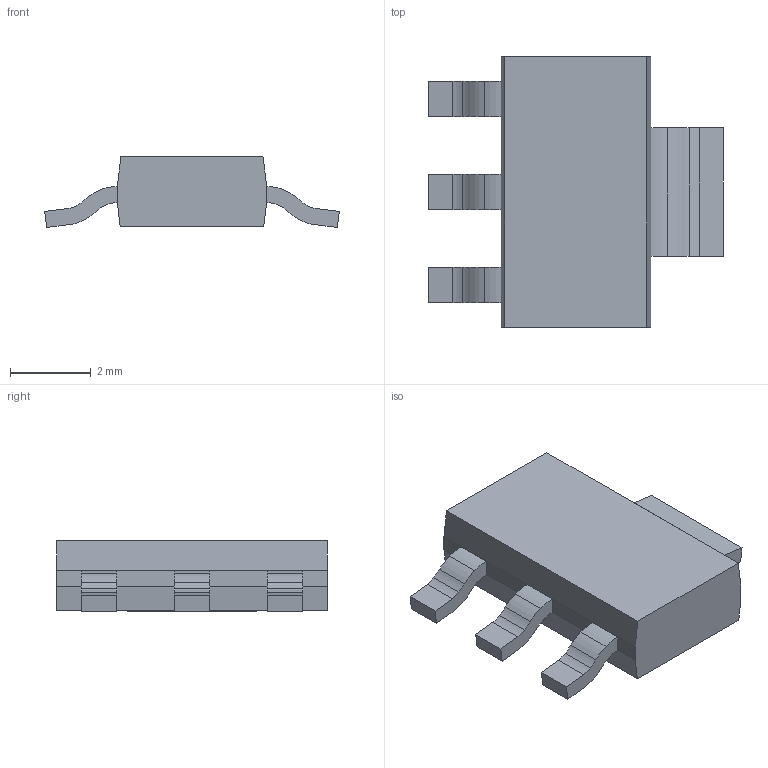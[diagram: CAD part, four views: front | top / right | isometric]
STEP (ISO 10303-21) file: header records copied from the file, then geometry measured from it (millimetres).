
FILE_DESCRIPTION((''),'2;1');
FILE_NAME('SOT230P700X175-4N.stp','2009-12-03T10:55:47',(''),(''),'Mechanical Desktop 2006','Mechanical Desktop 2006',', , ');
FILE_SCHEMA(('AUTOMOTIVE_DESIGN { 1 2 10303 214 0 1 1 1 }'));
Length unit declared in the file: millimetre
Products named in the file (1): Product
Bounding box: 7.3 x 6.7 x 1.75 mm (x, y, z)
Volume: 46.9 mm3; surface area: 116.7 mm2
Topology: 5 solids, 5 shells, 70 faces, 180 edges, 120 vertices
Faces by surface type: plane 38, cylinder 32
Entity records: 2196 total; most frequent: DIRECTION 386, CARTESIAN_POINT 371, ORIENTED_EDGE 360, EDGE_CURVE 180, AXIS2_PLACEMENT_3D 135, VERTEX_POINT 120, VECTOR 116, LINE 116
